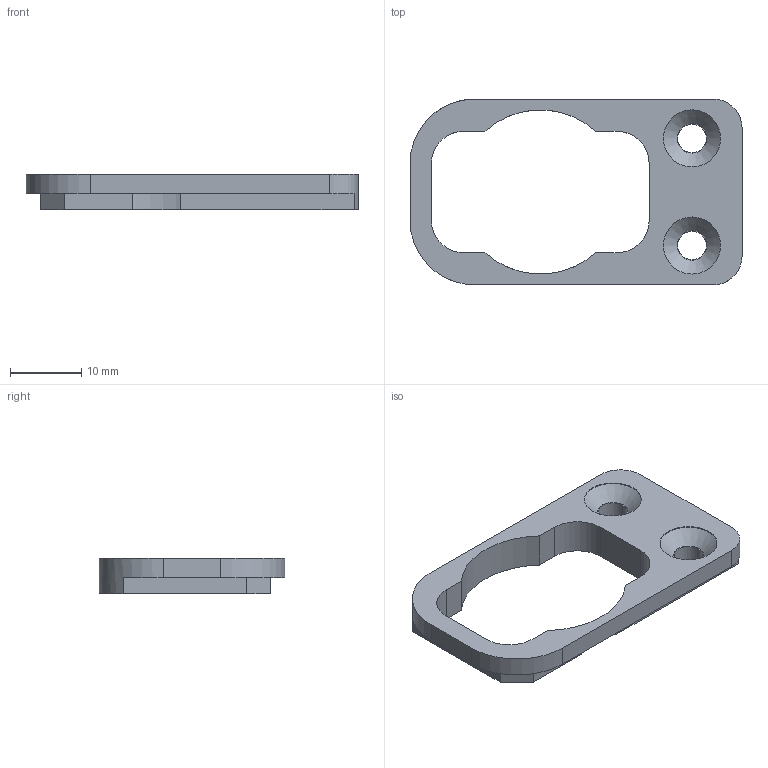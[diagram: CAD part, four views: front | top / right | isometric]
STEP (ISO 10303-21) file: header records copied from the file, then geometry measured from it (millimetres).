
FILE_DESCRIPTION(('FreeCAD Model'),'2;1');
FILE_NAME('strain-relief-lower_black_1.3.step', '2018-11-01T13:59:28',('Author'),(''), 'Open CASCADE STEP processor 6.9','FreeCAD','Unknown');
FILE_SCHEMA(('AUTOMOTIVE_DESIGN { 1 0 10303 214 1 1 1 1 }'));
Length unit declared in the file: millimetre
Products named in the file (1): Chamfer
Bounding box: 46.5 x 26 x 5 mm (x, y, z)
Volume: 2556.6 mm3; surface area: 2348.1 mm2
Topology: 1 solids, 1 shells, 35 faces, 94 edges, 62 vertices
Faces by surface type: plane 19, cylinder 14, cone 2
Full cylindrical faces by diameter (mm): 4 x2, 8 x2
Entity records: 2418 total; most frequent: CARTESIAN_POINT 566, DIRECTION 337, LINE 192, VECTOR 192, ORIENTED_EDGE 188, PCURVE 188, DEFINITIONAL_REPRESENTATION 188, EDGE_CURVE 94
